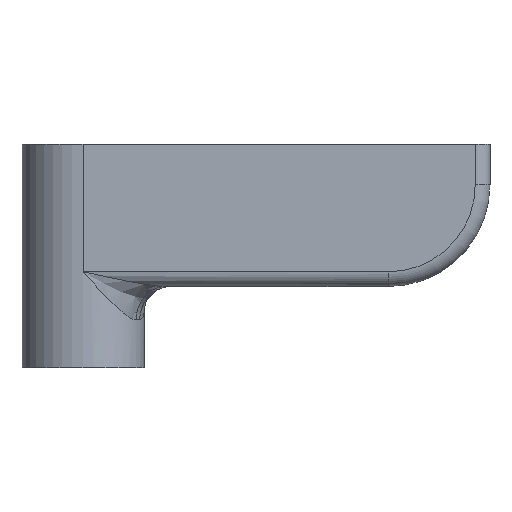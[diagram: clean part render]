
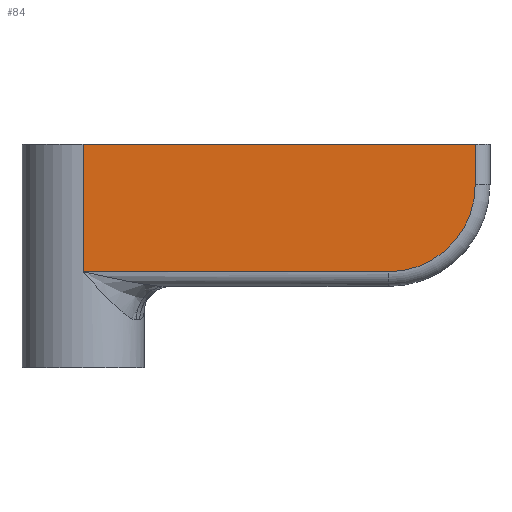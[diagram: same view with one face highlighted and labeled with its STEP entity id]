
A CAD part, left-side view. The second image highlights one B-rep face of the part: STEP entity #84.
In plain terms, the highlighted planar face has unit normal (-1, 0, 0).
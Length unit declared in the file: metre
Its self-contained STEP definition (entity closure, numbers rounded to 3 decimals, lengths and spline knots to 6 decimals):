
#84 = ADVANCED_FACE( '', ( #184 ), #185, .T. );
#184 = FACE_OUTER_BOUND( '', #483, .T. );
#185 = PLANE( '', #484 );
#483 = EDGE_LOOP( '', ( #1138, #1139, #1140, #1141, #1142 ) );
#484 = AXIS2_PLACEMENT_3D( '', #1143, #1144, #1145 );
#1138 = ORIENTED_EDGE( '', *, *, #1373, .F. );
#1139 = ORIENTED_EDGE( '', *, *, #1355, .T. );
#1140 = ORIENTED_EDGE( '', *, *, #1344, .T. );
#1141 = ORIENTED_EDGE( '', *, *, #1374, .T. );
#1142 = ORIENTED_EDGE( '', *, *, #1375, .F. );
#1143 = CARTESIAN_POINT( '', ( -0.042, 0.0765, 0.0193 ) );
#1144 = DIRECTION( '', ( -1., 0., 0. ) );
#1145 = DIRECTION( '', ( 0., 0., 1. ) );
#1344 = EDGE_CURVE( '', #1475, #1473, #1476, .T. );
#1355 = EDGE_CURVE( '', #1459, #1475, #1491, .T. );
#1373 = EDGE_CURVE( '', #1459, #1517, #1518, .T. );
#1374 = EDGE_CURVE( '', #1473, #1519, #1520, .T. );
#1375 = EDGE_CURVE( '', #1517, #1519, #1521, .T. );
#1459 = VERTEX_POINT( '', #1623 );
#1473 = VERTEX_POINT( '', #1729 );
#1475 = VERTEX_POINT( '', #1731 );
#1476 = CIRCLE( '', #1732, 0.004276 );
#1491 = LINE( '', #1750, #1751 );
#1517 = VERTEX_POINT( '', #1869 );
#1518 = LINE( '', #1870, #1871 );
#1519 = VERTEX_POINT( '', #1872 );
#1520 = LINE( '', #1873, #1874 );
#1521 = LINE( '', #1875, #1876 );
#1623 = CARTESIAN_POINT( '', ( -0.042, 0.0865, 0.020024 ) );
#1729 = CARTESIAN_POINT( '', ( -0.042, 0.067224, 0.0243 ) );
#1731 = CARTESIAN_POINT( '', ( -0.042, 0.0715, 0.020024 ) );
#1732 = AXIS2_PLACEMENT_3D( '', #2191, #2192, #2193 );
#1750 = CARTESIAN_POINT( '', ( -0.042, 0.0715, 0.020024 ) );
#1751 = VECTOR( '', #2209, 1. );
#1869 = CARTESIAN_POINT( '', ( -0.042, 0.0865, 0.0263 ) );
#1870 = CARTESIAN_POINT( '', ( -0.042, 0.0865, 0.0193 ) );
#1871 = VECTOR( '', #2224, 1. );
#1872 = CARTESIAN_POINT( '', ( -0.042, 0.067224, 0.0263 ) );
#1873 = CARTESIAN_POINT( '', ( -0.042, 0.067224, 0.0193 ) );
#1874 = VECTOR( '', #2225, 1. );
#1875 = CARTESIAN_POINT( '', ( -0.042, 0.0765, 0.0263 ) );
#1876 = VECTOR( '', #2226, 1. );
#2191 = CARTESIAN_POINT( '', ( -0.042, 0.0715, 0.0243 ) );
#2192 = DIRECTION( '', ( -1., 0., 0. ) );
#2193 = DIRECTION( '', ( 0., 0., 1. ) );
#2209 = DIRECTION( '', ( 0., -1., 0. ) );
#2224 = DIRECTION( '', ( 0., 0., 1. ) );
#2225 = DIRECTION( '', ( 0., 0., 1. ) );
#2226 = DIRECTION( '', ( 0., -1., 0. ) );
